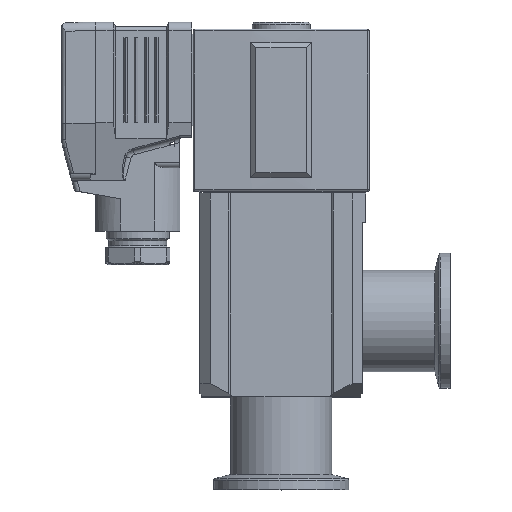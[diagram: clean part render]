
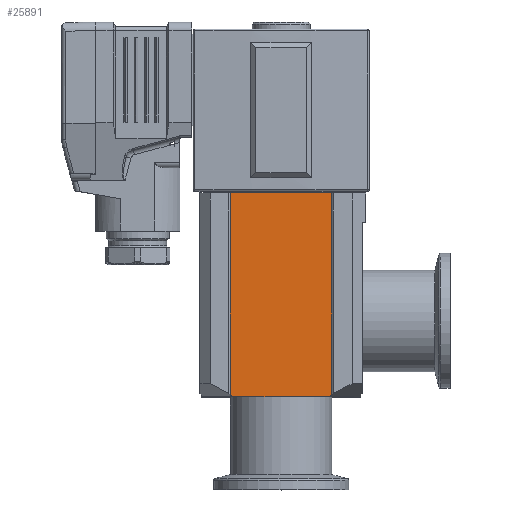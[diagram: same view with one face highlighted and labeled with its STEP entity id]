
A CAD part, top view. The second image highlights one B-rep face of the part: STEP entity #25891.
In plain terms, the highlighted planar face has unit normal (-0.001, 0, 1).
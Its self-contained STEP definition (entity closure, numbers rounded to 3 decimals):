
#1991=FACE_OUTER_BOUND('',#3492,.T.);
#3492=EDGE_LOOP('',(#17653,#17654,#17655,#17656,#17657,#17658));
#5059=LINE('',#37492,#7830);
#5078=LINE('',#37542,#7849);
#5103=LINE('',#37603,#7874);
#5112=LINE('',#37622,#7883);
#5129=LINE('',#37653,#7900);
#5131=LINE('',#37657,#7902);
#7830=VECTOR('',#29944,10.);
#7849=VECTOR('',#29985,10.);
#7874=VECTOR('',#30040,10.);
#7883=VECTOR('',#30065,10.);
#7900=VECTOR('',#30092,10.);
#7902=VECTOR('',#30098,10.);
#10683=VERTEX_POINT('',#37489);
#10684=VERTEX_POINT('',#37491);
#10703=VERTEX_POINT('',#37539);
#10704=VERTEX_POINT('',#37541);
#10725=VERTEX_POINT('',#37601);
#10727=VERTEX_POINT('',#37621);
#13327=EDGE_CURVE('',#10683,#10684,#5059,.T.);
#13351=EDGE_CURVE('',#10704,#10703,#5078,.T.);
#13382=EDGE_CURVE('',#10703,#10725,#5103,.T.);
#13391=EDGE_CURVE('',#10727,#10704,#5112,.T.);
#13408=EDGE_CURVE('',#10727,#10683,#5129,.T.);
#13410=EDGE_CURVE('',#10725,#10684,#5131,.T.);
#17653=ORIENTED_EDGE('',*,*,#13382,.T.);
#17654=ORIENTED_EDGE('',*,*,#13410,.T.);
#17655=ORIENTED_EDGE('',*,*,#13327,.F.);
#17656=ORIENTED_EDGE('',*,*,#13408,.F.);
#17657=ORIENTED_EDGE('',*,*,#13391,.T.);
#17658=ORIENTED_EDGE('',*,*,#13351,.T.);
#24905=PLANE('',#27505);
#25891=ADVANCED_FACE('',(#1991),#24905,.T.);
#27505=AXIS2_PLACEMENT_3D('',#37656,#30096,#30097);
#29944=DIRECTION('',(1.,0.,0.001));
#29985=DIRECTION('',(1.,0.,0.001));
#30040=DIRECTION('',(0.889,0.457,0.001));
#30065=DIRECTION('',(0.889,-0.457,0.001));
#30092=DIRECTION('',(0.,1.,0.));
#30096=DIRECTION('center_axis',(-0.001,0.,
1.));
#30097=DIRECTION('ref_axis',(1.,0.,0.001));
#30098=DIRECTION('',(0.,1.,0.));
#37489=CARTESIAN_POINT('',(17.552,41.816,2.76));
#37491=CARTESIAN_POINT('',(47.552,41.816,2.786));
#37492=CARTESIAN_POINT('',(17.552,41.816,2.76));
#37539=CARTESIAN_POINT('',(46.529,-18.484,2.785));
#37541=CARTESIAN_POINT('',(18.575,-18.484,2.761));
#37542=CARTESIAN_POINT('',(17.552,-18.484,2.76));
#37601=CARTESIAN_POINT('',(47.552,-17.958,2.786));
#37603=CARTESIAN_POINT('',(41.223,-21.209,2.78));
#37621=CARTESIAN_POINT('',(17.552,-17.958,2.76));
#37622=CARTESIAN_POINT('',(16.287,-17.308,2.759));
#37653=CARTESIAN_POINT('',(17.552,-18.484,2.76));
#37656=CARTESIAN_POINT('Origin',(17.552,-18.484,2.76));
#37657=CARTESIAN_POINT('',(47.552,-18.484,2.786));
